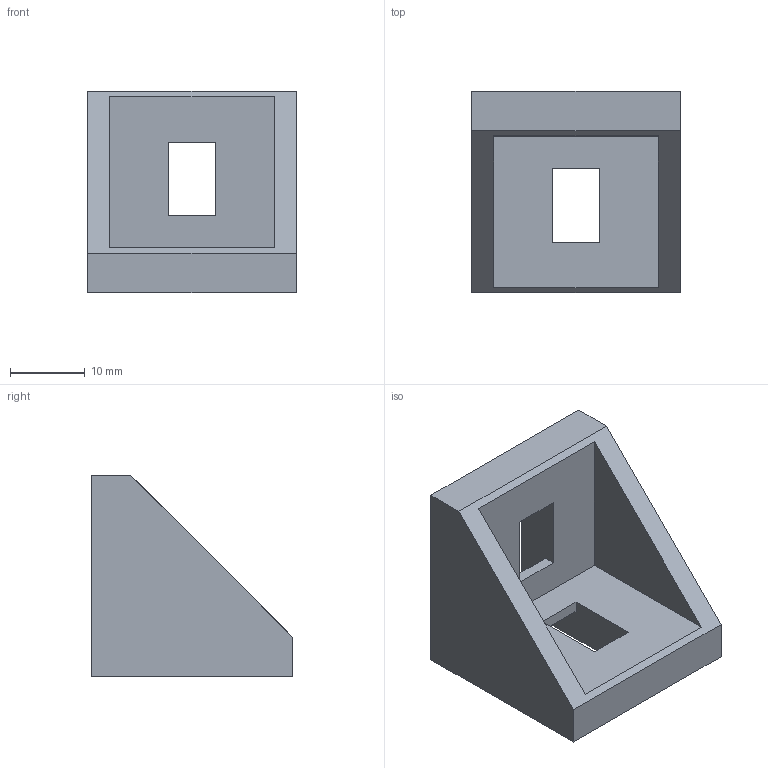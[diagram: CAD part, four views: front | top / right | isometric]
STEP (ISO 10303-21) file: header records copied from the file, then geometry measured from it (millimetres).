
FILE_DESCRIPTION(('STEP AP214'),'1');
FILE_NAME('cctmp_084DB265-AC03-418E-B6D1-1B06B981AB1E_2020_2_11_17_10_3_133..stp','2020-02-11T16:10:03',('Bosch Rexroth AG'),('CADClick - www.CADClick.com'),'Spatial InterOp 3D',' ','unknown authorization - (Healing Option Enabled)');
FILE_SCHEMA(('AUTOMOTIVE_DESIGN'));
Length unit declared in the file: millimetre
Products named in the file (1): 2020_02_11__17-10-03-132
Bounding box: 28 x 27 x 27 mm (x, y, z)
Volume: 8394.3 mm3; surface area: 4473.8 mm2
Topology: 1 solids, 1 shells, 21 faces, 54 edges, 36 vertices
Faces by surface type: plane 21
Entity records: 828 total; most frequent: CARTESIAN_POINT 112, ORIENTED_EDGE 108, DIRECTION 98, EDGE_CURVE 54, LINE 54, VECTOR 54, VERTEX_POINT 36, EDGE_LOOP 26
